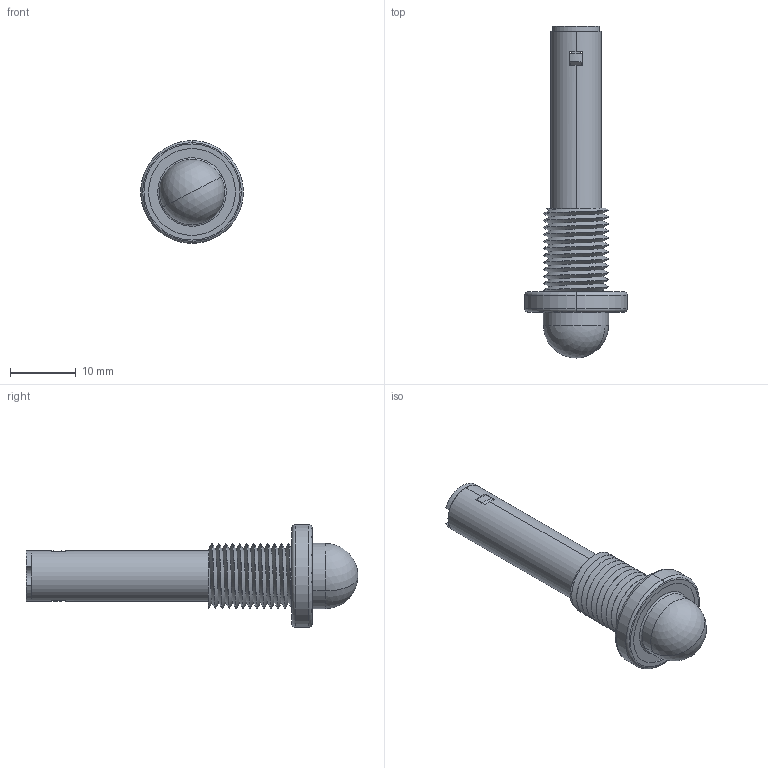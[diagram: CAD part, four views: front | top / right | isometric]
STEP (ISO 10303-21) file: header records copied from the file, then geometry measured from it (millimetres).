
FILE_DESCRIPTION (( 'STEP AP203' ), '1' );
FILE_NAME ('75SeriesW.STEP', '2016-08-24T21:00:46', ( '' ), ( '' ), 'SwSTEP 2.0', 'SolidWorks 2016', '' );
FILE_SCHEMA (( 'CONFIG_CONTROL_DESIGN' ));
Length unit declared in the file: inch
Products named in the file (6): 9107200208 P740318; 890139050X P740317; 9991103308 P740319; 9200161023 P740799; 9800200205 P103552; 75SeriesW
Assembly tree (5 placements, depth 2):
  75SeriesW
    9107200208 P740318
    890139050X P740317
    9991103308 P740319
    9200161023 P740799
    9800200205 P103552
Bounding box: 15.62 x 50.44 x 15.62 mm (x, y, z)
Volume: 1499.6 mm3; surface area: 4280.1 mm2
Topology: 5 solids, 5 shells, 144 faces, 371 edges, 237 vertices
Faces by surface type: cylinder 69, plane 57, torus 10, sphere 6, bspline 2
Entity records: 6524 total; most frequent: CARTESIAN_POINT 2477, DIRECTION 749, ORIENTED_EDGE 726, EDGE_CURVE 363, AXIS2_PLACEMENT_3D 307, VERTEX_POINT 233, EDGE_LOOP 158, CIRCLE 157
